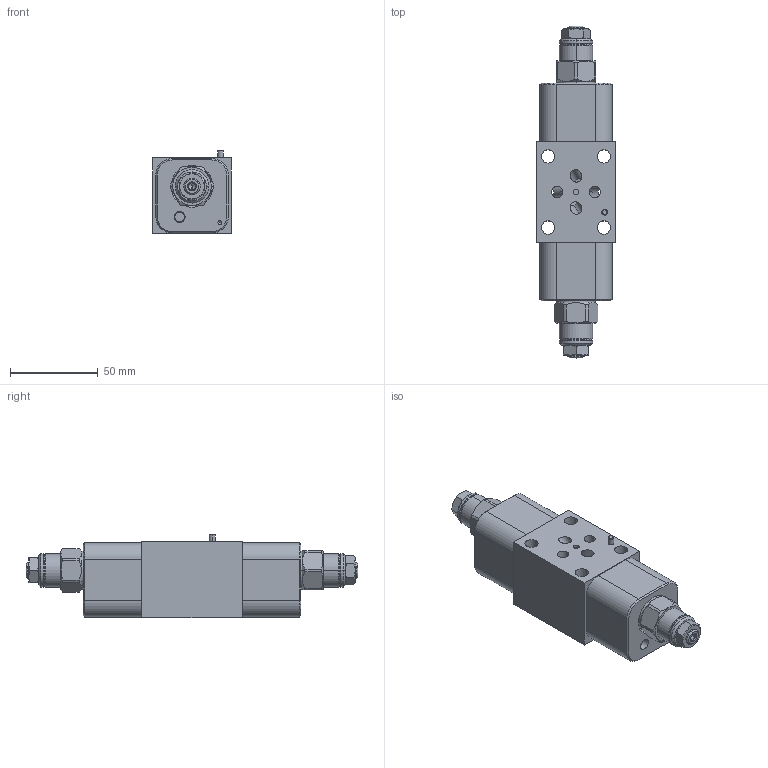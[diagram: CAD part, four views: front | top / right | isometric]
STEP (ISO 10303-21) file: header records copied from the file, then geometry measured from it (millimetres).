
FILE_DESCRIPTION((''),'2;1');
FILE_NAME('CBCALHN-EBY_ASM','2019-07-09T',('ProEService'),(''),'PRO/ENGINEER BY PARAMETRIC TECHNOLOGY CORPORATION, 2014200','PRO/ENGINEER BY PARAMETRIC TECHNOLOGY CORPORATION, 2014200','');
FILE_SCHEMA(('CONFIG_CONTROL_DESIGN'));
Length unit declared in the file: inch
Products named in the file (7): 150-240; 811-001-006; 850-004-250; CBCALHN; 500-001-012; 700-002; CBCALHN-EBY_ASM
Assembly tree (8 placements, depth 2):
  CBCALHN-EBY_ASM
    150-240
    811-001-006
    850-004-250  x2
    CBCALHN  x2
    500-001-012
    700-002
Bounding box: 44.45 x 188.9 x 47.5 mm (x, y, z)
Volume: 217852.9 mm3; surface area: 56397.4 mm2
Topology: 12 solids, 16 shells, 562 faces, 1548 edges, 1167 vertices
Faces by surface type: cylinder 198, plane 140, cone 116, torus 64, revolution 24, sphere 20
Entity records: 15650 total; most frequent: CARTESIAN_POINT 5618, DIRECTION 2133, ORIENTED_EDGE 1766, EDGE_CURVE 883, AXIS2_PLACEMENT_3D 787, VERTEX_POINT 550, VECTOR 547, LINE 547
